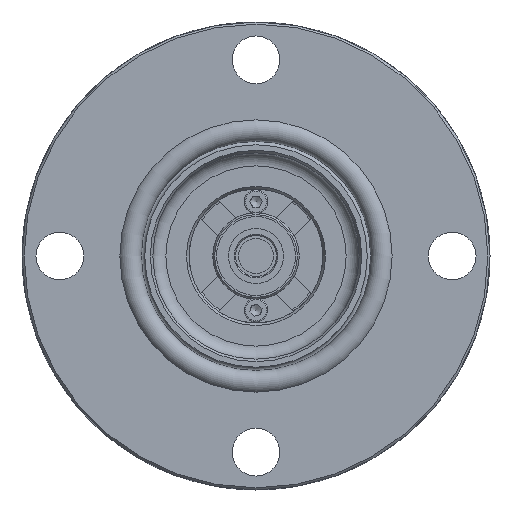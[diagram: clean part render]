
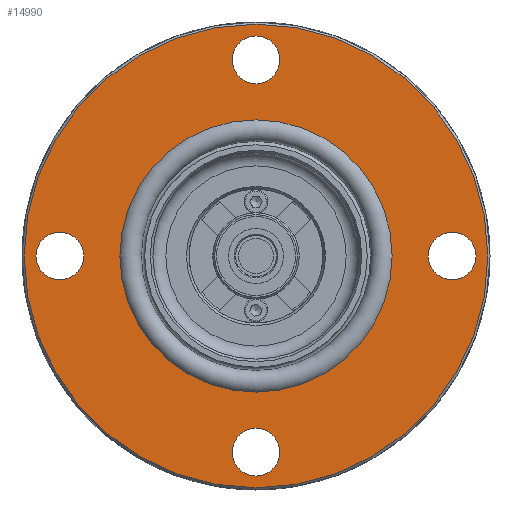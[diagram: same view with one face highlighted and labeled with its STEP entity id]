
A CAD part, left-side view. The second image highlights one B-rep face of the part: STEP entity #14990.
In plain terms, the highlighted planar face has unit normal (-1, 0, 0).
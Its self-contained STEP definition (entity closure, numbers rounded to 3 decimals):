
#212=FACE_BOUND('',#3162,.T.);
#213=FACE_BOUND('',#3163,.T.);
#214=FACE_BOUND('',#3164,.T.);
#215=FACE_BOUND('',#3165,.T.);
#216=FACE_BOUND('',#3166,.T.);
#1078=CIRCLE('',#15967,53.475);
#1079=CIRCLE('',#15968,31.4);
#1080=CIRCLE('',#15969,31.4);
#1081=CIRCLE('',#15970,5.5);
#1082=CIRCLE('',#15971,5.5);
#1083=CIRCLE('',#15972,5.5);
#1084=CIRCLE('',#15973,5.5);
#1560=PLANE('',#15966);
#2259=FACE_OUTER_BOUND('',#3161,.T.);
#3161=EDGE_LOOP('',(#12901));
#3162=EDGE_LOOP('',(#12902,#12903));
#3163=EDGE_LOOP('',(#12904));
#3164=EDGE_LOOP('',(#12905));
#3165=EDGE_LOOP('',(#12906));
#3166=EDGE_LOOP('',(#12907));
#6965=VERTEX_POINT('',#100197);
#6966=VERTEX_POINT('',#100199);
#6967=VERTEX_POINT('',#100200);
#6968=VERTEX_POINT('',#100203);
#6969=VERTEX_POINT('',#100205);
#6970=VERTEX_POINT('',#100207);
#6971=VERTEX_POINT('',#100209);
#9032=EDGE_CURVE('',#6965,#6965,#1078,.T.);
#9033=EDGE_CURVE('',#6966,#6967,#1079,.T.);
#9034=EDGE_CURVE('',#6967,#6966,#1080,.T.);
#9035=EDGE_CURVE('',#6968,#6968,#1081,.T.);
#9036=EDGE_CURVE('',#6969,#6969,#1082,.T.);
#9037=EDGE_CURVE('',#6970,#6970,#1083,.T.);
#9038=EDGE_CURVE('',#6971,#6971,#1084,.T.);
#12901=ORIENTED_EDGE('',*,*,#9032,.F.);
#12902=ORIENTED_EDGE('',*,*,#9033,.T.);
#12903=ORIENTED_EDGE('',*,*,#9034,.T.);
#12904=ORIENTED_EDGE('',*,*,#9035,.T.);
#12905=ORIENTED_EDGE('',*,*,#9036,.T.);
#12906=ORIENTED_EDGE('',*,*,#9037,.T.);
#12907=ORIENTED_EDGE('',*,*,#9038,.T.);
#14990=ADVANCED_FACE('',(#2259,#212,#213,#214,#215,#216),#1560,.T.);
#15966=AXIS2_PLACEMENT_3D('',#100196,#18669,#18670);
#15967=AXIS2_PLACEMENT_3D('',#100198,#18671,#18672);
#15968=AXIS2_PLACEMENT_3D('',#100201,#18673,#18674);
#15969=AXIS2_PLACEMENT_3D('',#100202,#18675,#18676);
#15970=AXIS2_PLACEMENT_3D('',#100204,#18677,#18678);
#15971=AXIS2_PLACEMENT_3D('',#100206,#18679,#18680);
#15972=AXIS2_PLACEMENT_3D('',#100208,#18681,#18682);
#15973=AXIS2_PLACEMENT_3D('',#100210,#18683,#18684);
#18669=DIRECTION('center_axis',(-1.,0.,0.));
#18670=DIRECTION('ref_axis',(0.,0.,-1.));
#18671=DIRECTION('center_axis',(1.,0.,0.));
#18672=DIRECTION('ref_axis',(0.,1.,0.));
#18673=DIRECTION('center_axis',(1.,0.,0.));
#18674=DIRECTION('ref_axis',(0.,0.,-1.));
#18675=DIRECTION('center_axis',(1.,0.,0.));
#18676=DIRECTION('ref_axis',(0.,0.,-1.));
#18677=DIRECTION('center_axis',(1.,0.,0.));
#18678=DIRECTION('ref_axis',(0.,-1.,0.));
#18679=DIRECTION('center_axis',(1.,0.,0.));
#18680=DIRECTION('ref_axis',(0.,0.,1.));
#18681=DIRECTION('center_axis',(1.,0.,0.));
#18682=DIRECTION('ref_axis',(0.,1.,0.));
#18683=DIRECTION('center_axis',(1.,0.,0.));
#18684=DIRECTION('ref_axis',(0.,0.,-1.));
#100196=CARTESIAN_POINT('Origin',(-21.1,0.,0.));
#100197=CARTESIAN_POINT('',(-21.1,-53.475,0.));
#100198=CARTESIAN_POINT('Origin',(-21.1,0.,0.));
#100199=CARTESIAN_POINT('',(-21.1,0.,-31.4));
#100200=CARTESIAN_POINT('',(-21.1,0.,31.4));
#100201=CARTESIAN_POINT('Origin',(-21.1,0.,0.));
#100202=CARTESIAN_POINT('Origin',(-21.1,0.,0.));
#100203=CARTESIAN_POINT('',(-21.1,-39.75,0.));
#100204=CARTESIAN_POINT('Origin',(-21.1,-45.25,0.));
#100205=CARTESIAN_POINT('',(-21.1,0.,39.75));
#100206=CARTESIAN_POINT('Origin',(-21.1,0.,45.25));
#100207=CARTESIAN_POINT('',(-21.1,39.75,0.));
#100208=CARTESIAN_POINT('Origin',(-21.1,45.25,0.));
#100209=CARTESIAN_POINT('',(-21.1,0.,-39.75));
#100210=CARTESIAN_POINT('Origin',(-21.1,0.,-45.25));
